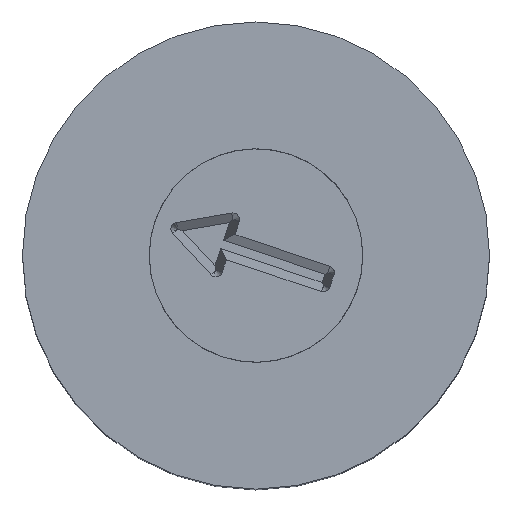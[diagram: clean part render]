
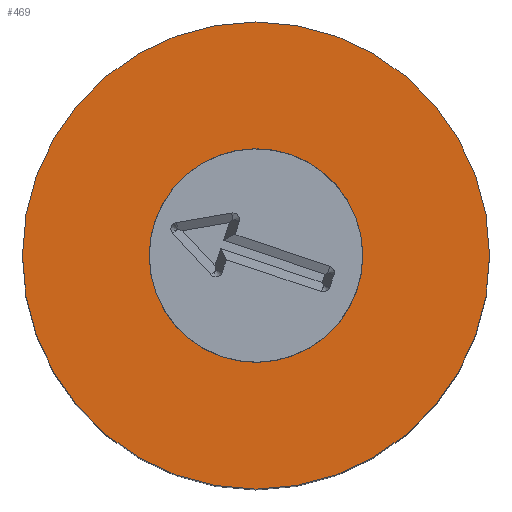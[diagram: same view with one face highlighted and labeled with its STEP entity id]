
A CAD part, top view. The second image highlights one B-rep face of the part: STEP entity #469.
In plain terms, the highlighted planar face has unit normal (0, 0, 1).
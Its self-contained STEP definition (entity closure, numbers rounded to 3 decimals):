
#33=FACE_BOUND('',#95,.T.);
#38=PLANE('',#566);
#63=FACE_OUTER_BOUND('',#94,.T.);
#94=EDGE_LOOP('',(#357));
#95=EDGE_LOOP('',(#358));
#200=CIRCLE('',#555,0.8);
#206=CIRCLE('',#565,1.75);
#223=VERTEX_POINT('',#768);
#229=VERTEX_POINT('',#787);
#267=EDGE_CURVE('',#223,#223,#200,.T.);
#276=EDGE_CURVE('',#229,#229,#206,.T.);
#357=ORIENTED_EDGE('',*,*,#276,.F.);
#358=ORIENTED_EDGE('',*,*,#267,.T.);
#469=ADVANCED_FACE('',(#63,#33),#38,.F.);
#555=AXIS2_PLACEMENT_3D('',#769,#623,#624);
#565=AXIS2_PLACEMENT_3D('',#788,#646,#647);
#566=AXIS2_PLACEMENT_3D('',#790,#649,#650);
#623=DIRECTION('center_axis',(0.,0.,-1.));
#624=DIRECTION('ref_axis',(1.,0.,0.));
#646=DIRECTION('center_axis',(0.,0.,-1.));
#647=DIRECTION('ref_axis',(-1.,0.,0.));
#649=DIRECTION('center_axis',(0.,0.,-1.));
#650=DIRECTION('ref_axis',(-1.,0.,0.));
#768=CARTESIAN_POINT('',(-0.8,0.,4.7));
#769=CARTESIAN_POINT('Origin',(0.,0.,4.7));
#787=CARTESIAN_POINT('',(1.75,0.,4.7));
#788=CARTESIAN_POINT('Origin',(0.,0.,4.7));
#790=CARTESIAN_POINT('Origin',(0.,0.,4.7));
